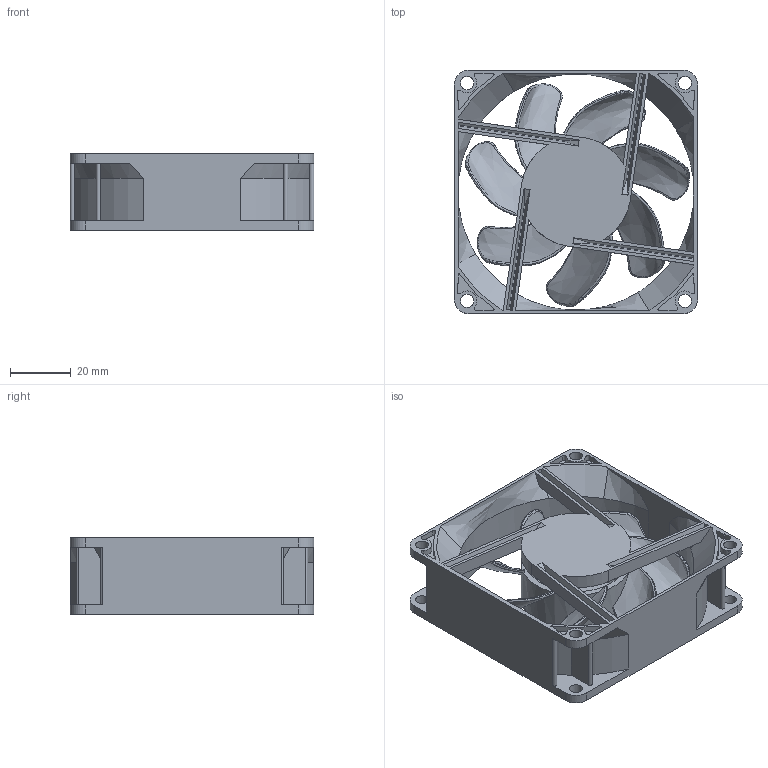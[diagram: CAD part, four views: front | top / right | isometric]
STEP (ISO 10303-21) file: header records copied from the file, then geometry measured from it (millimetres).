
FILE_DESCRIPTION(/* description */ (''),/* implementation_level */ '2;1');
FILE_NAME(/* name */ 'DC FAN 80 X 80 X 25 v1.stp',/* time_stamp */ '2020-03-28T11:34:21-04:00',/* author */ ('John K'),/* organization */ (''),/* preprocessor_version */ 'ST-DEVELOPER v18',/* originating_system */ 'Autodesk Inventor 2020',/* authorisation */ '');
FILE_SCHEMA (('AUTOMOTIVE_DESIGN { 1 0 10303 214 3 1 1 }'));
Length unit declared in the file: millimetre
Products named in the file (3): DC FAN 80 X 80 X 25 v1; FAN HOUSING 80 X 80 X 25; FAN ROTOR 80 X 80 X 25
Assembly tree (2 placements, depth 2):
  DC FAN 80 X 80 X 25 v1
    FAN HOUSING 80 X 80 X 25
    FAN ROTOR 80 X 80 X 25
Bounding box: 80 x 80 x 25 mm (x, y, z)
Volume: 34429.9 mm3; surface area: 37232.2 mm2
Topology: 2 solids, 2 shells, 333 faces, 933 edges, 615 vertices
Faces by surface type: bspline 125, plane 99, cylinder 93, cone 14, torus 2
Full cylindrical faces by diameter (mm): 4.3 x8, 32 x2, 36 x1
Entity records: 30762 total; most frequent: CARTESIAN_POINT 22709, ORIENTED_EDGE 1866, DIRECTION 1433, EDGE_CURVE 933, VERTEX_POINT 615, AXIS2_PLACEMENT_3D 546, EDGE_LOOP 368, LINE 341
